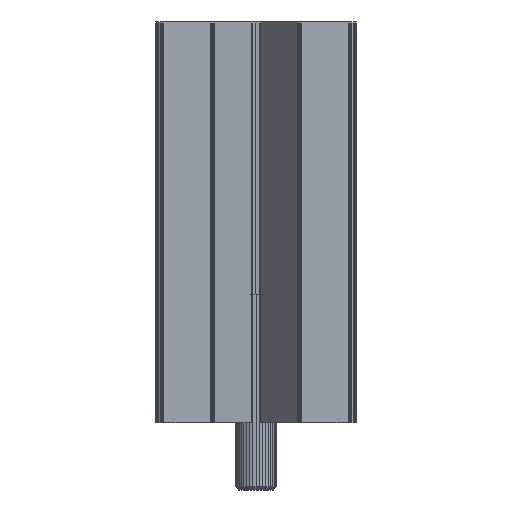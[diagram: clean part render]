
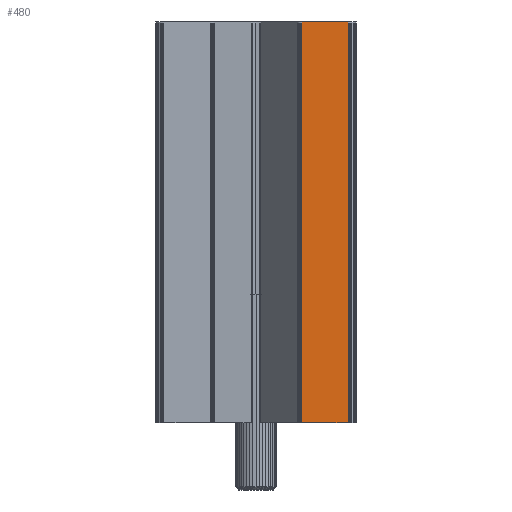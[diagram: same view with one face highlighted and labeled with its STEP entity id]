
A CAD part, left-side view. The second image highlights one B-rep face of the part: STEP entity #480.
In plain terms, the highlighted planar face has unit normal (-1, 0, 0).
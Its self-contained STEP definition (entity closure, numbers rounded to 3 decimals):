
#480=ADVANCED_FACE('',(#1486),#16564,.T.);
#1486=FACE_OUTER_BOUND('',#2494,.T.);
#2494=EDGE_LOOP('',(#4943,#4944,#4945,#4946));
#4943=ORIENTED_EDGE('',*,*,#9824,.F.);
#4944=ORIENTED_EDGE('',*,*,#9823,.F.);
#4945=ORIENTED_EDGE('',*,*,#9822,.F.);
#4946=ORIENTED_EDGE('',*,*,#9821,.F.);
#9821=EDGE_CURVE('',#15127,#15128,#12650,.T.);
#9822=EDGE_CURVE('',#15128,#15129,#12651,.T.);
#9823=EDGE_CURVE('',#15129,#15130,#12652,.T.);
#9824=EDGE_CURVE('',#15130,#15127,#12653,.T.);
#12650=B_SPLINE_CURVE_WITH_KNOTS('',1,(#24378,#24379),.UNSPECIFIED.,.F.,
 .F.,(2,2),(0.115,1.099),.UNSPECIFIED.);
#12651=B_SPLINE_CURVE_WITH_KNOTS('',1,(#24380,#24381),.UNSPECIFIED.,.F.,
 .F.,(2,2),(1.099,1.213),.UNSPECIFIED.);
#12652=B_SPLINE_CURVE_WITH_KNOTS('',1,(#24382,#24383),.UNSPECIFIED.,.F.,
 .F.,(2,2),(1.213,2.198),.UNSPECIFIED.);
#12653=B_SPLINE_CURVE_WITH_KNOTS('',1,(#24384,#24385),.UNSPECIFIED.,.F.,
 .F.,(2,2),(2.198,2.312),.UNSPECIFIED.);
#15127=VERTEX_POINT('',#22132);
#15128=VERTEX_POINT('',#22133);
#15129=VERTEX_POINT('',#22134);
#15130=VERTEX_POINT('',#22135);
#16564=PLANE('',#17590);
#17590=AXIS2_PLACEMENT_3D('',#21053,#18598,$);
#18598=DIRECTION('',(-1.,0.,0.));
#21053=CARTESIAN_POINT('',(8.315,-8.996,29.2));
#22132=CARTESIAN_POINT('',(8.315,-11.905,29.2));
#22133=CARTESIAN_POINT('',(8.315,-11.905,4.2));
#22134=CARTESIAN_POINT('',(8.315,-8.996,4.2));
#22135=CARTESIAN_POINT('',(8.315,-8.996,29.2));
#24378=CARTESIAN_POINT('',(8.315,-11.905,29.2));
#24379=CARTESIAN_POINT('',(8.315,-11.905,4.2));
#24380=CARTESIAN_POINT('',(8.315,-11.905,4.2));
#24381=CARTESIAN_POINT('',(8.315,-8.996,4.2));
#24382=CARTESIAN_POINT('',(8.315,-8.996,4.2));
#24383=CARTESIAN_POINT('',(8.315,-8.996,29.2));
#24384=CARTESIAN_POINT('',(8.315,-8.996,29.2));
#24385=CARTESIAN_POINT('',(8.315,-11.905,29.2));
